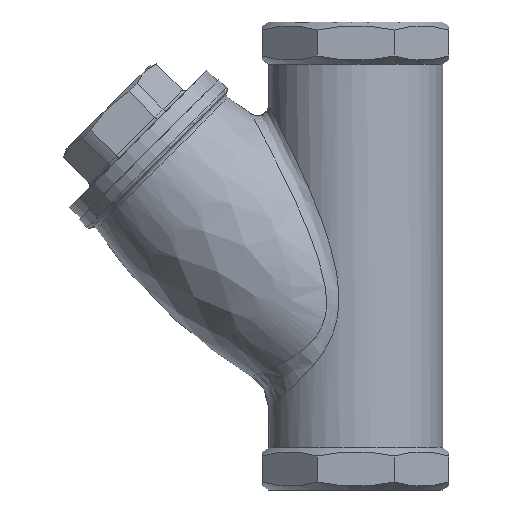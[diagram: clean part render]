
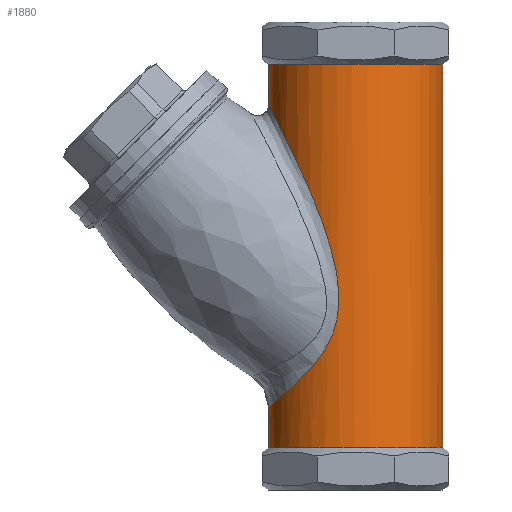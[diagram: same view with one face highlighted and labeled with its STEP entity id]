
A CAD part, front view. The second image highlights one B-rep face of the part: STEP entity #1880.
In plain terms, the highlighted cylindrical face has radius 23.8 mm (diameter 47.6 mm), a partial arc.
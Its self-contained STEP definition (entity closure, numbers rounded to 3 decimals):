
#1794=CARTESIAN_POINT('',(-15.854,17.751,53.009));
#1795=VERTEX_POINT('',#1794);
#1810=CARTESIAN_POINT('',(-15.853,17.75,53.005));
#1811=CARTESIAN_POINT('',(-13.475,19.872,48.032));
#1812=CARTESIAN_POINT('',(-9.901,21.821,40.027));
#1813=CARTESIAN_POINT('',(-6.19,23.027,28.686));
#1814=CARTESIAN_POINT('',(-4.473,23.377,20.374));
#1815=CARTESIAN_POINT('',(-4.357,23.399,14.136));
#1816=CARTESIAN_POINT('',(-5.043,23.264,9.549));
#1817=CARTESIAN_POINT('',(-6.106,23.021,5.916));
#1818=CARTESIAN_POINT('',(-8.673,22.256,0.826));
#1819=CARTESIAN_POINT('',(-12.699,20.393,-4.199));
#1820=CARTESIAN_POINT('',(-18.895,15.451,-10.192));
#1821=CARTESIAN_POINT('',(-22.184,9.691,-12.794));
#1822=CARTESIAN_POINT('',(-23.9,2.329,-14.108));
#1823=CARTESIAN_POINT('',(-24.091,-4.259,-14.171));
#1824=CARTESIAN_POINT('',(-20.483,-13.306,-11.142));
#1825=CARTESIAN_POINT('',(-15.097,-18.784,-6.376));
#1826=CARTESIAN_POINT('',(-10.344,-21.552,-1.072));
#1827=CARTESIAN_POINT('',(-7.023,-22.807,3.913));
#1828=CARTESIAN_POINT('',(-4.808,-23.318,10.133));
#1829=CARTESIAN_POINT('',(-4.394,-23.388,17.023));
#1830=CARTESIAN_POINT('',(-5.269,-23.222,23.704));
#1831=CARTESIAN_POINT('',(-7.41,-22.678,32.308));
#1832=CARTESIAN_POINT('',(-11.185,-21.25,42.515));
#1833=CARTESIAN_POINT('',(-15.52,-18.313,52.083));
#1834=CARTESIAN_POINT('',(-18.924,-14.621,59.068));
#1835=CARTESIAN_POINT('',(-21.273,-10.998,63.765));
#1836=CARTESIAN_POINT('',(-23.184,-6.27,67.541));
#1837=CARTESIAN_POINT('',(-23.775,-2.316,68.711));
#1838=CARTESIAN_POINT('',(-23.821,1.422,68.808));
#1839=CARTESIAN_POINT('',(-23.47,4.874,68.136));
#1840=CARTESIAN_POINT('',(-22.061,9.267,65.41));
#1841=CARTESIAN_POINT('',(-19.558,13.962,60.545));
#1842=CARTESIAN_POINT('',(-17.336,16.426,56.106));
#1843=CARTESIAN_POINT('',(-15.853,17.75,53.005));
#1844=B_SPLINE_CURVE_WITH_KNOTS('',3,(#1810,#1811,#1812,#1813,#1814,#1815,#1816,#1817,#1818,#1819,#1820,#1821,#1822,#1823,#1824,#1825,#1826,#1827,#1828,#1829,#1830,#1831,#1832,#1833,#1834,#1835,#1836,#1837,#1838,#1839,#1840,#1841,#1842,#1843),.UNSPECIFIED.,.T.,.U.,(4,1,1,1,1,1,1,1,1,1,2,1,1,1,1,1,1,1,1,1,1,1,1,1,1,2,1,1,1,4),(-25.743,-23.884,-22.954,-22.024,-21.327,-21.095,-20.63,-20.165,-19.235,-18.306,-16.446,-15.092,-13.737,-12.382,-11.705,-11.027,-10.35,-9.673,-8.995,-8.318,-6.963,-5.608,-4.931,-4.253,-3.576,-2.899,-2.319,-1.739,-1.159,0.0),.UNSPECIFIED.);
#1845=EDGE_CURVE('',#1795,#1795,#1844,.T.);
#1850=CARTESIAN_POINT('',(0.,0.0,27.5));
#1851=DIRECTION('',(0.,0.0,1.0));
#1852=DIRECTION('',(1.0,0.0,0.0));
#1853=AXIS2_PLACEMENT_3D('',#1850,#1851,#1852);
#1854=CYLINDRICAL_SURFACE('',#1853,23.8);
#1855=CARTESIAN_POINT('',(-23.8,0.,-25.));
#1856=VERTEX_POINT('',#1855);
#1857=CARTESIAN_POINT('',(0.,0.0,-25.));
#1858=DIRECTION('',(0.0,0.0,1.0));
#1859=DIRECTION('',(1.0,0.0,0.0));
#1860=AXIS2_PLACEMENT_3D('',#1857,#1858,#1859);
#1861=CIRCLE('',#1860,23.8);
#1862=EDGE_CURVE('',#1856,#1856,#1861,.T.);
#1863=ORIENTED_EDGE('',*,*,#1862,.T.);
#1864=EDGE_LOOP('',(#1863));
#1865=FACE_OUTER_BOUND('',#1864,.T.);
#1866=CARTESIAN_POINT('',(-21.988,9.108,80.0));
#1867=VERTEX_POINT('',#1866);
#1868=CARTESIAN_POINT('',(0.,0.0,80.));
#1869=DIRECTION('',(0.0,0.0,-1.0));
#1870=DIRECTION('',(1.0,0.0,0.0));
#1871=AXIS2_PLACEMENT_3D('',#1868,#1869,#1870);
#1872=CIRCLE('',#1871,23.8);
#1873=EDGE_CURVE('',#1867,#1867,#1872,.T.);
#1874=ORIENTED_EDGE('',*,*,#1873,.T.);
#1875=EDGE_LOOP('',(#1874));
#1876=FACE_BOUND('',#1875,.T.);
#1877=ORIENTED_EDGE('',*,*,#1845,.F.);
#1878=EDGE_LOOP('',(#1877));
#1879=FACE_BOUND('',#1878,.T.);
#1880=ADVANCED_FACE('',(#1865,#1876,#1879),#1854,.T.);
